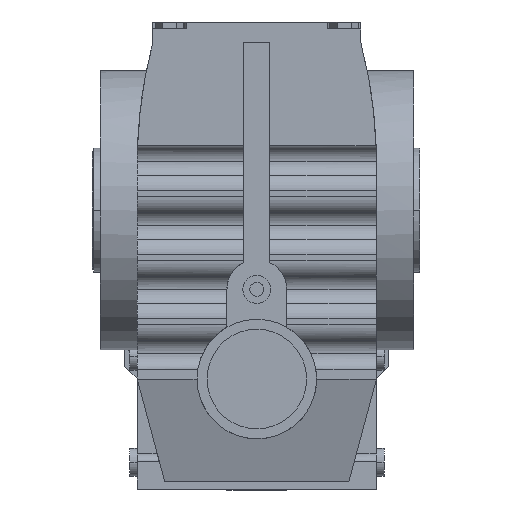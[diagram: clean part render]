
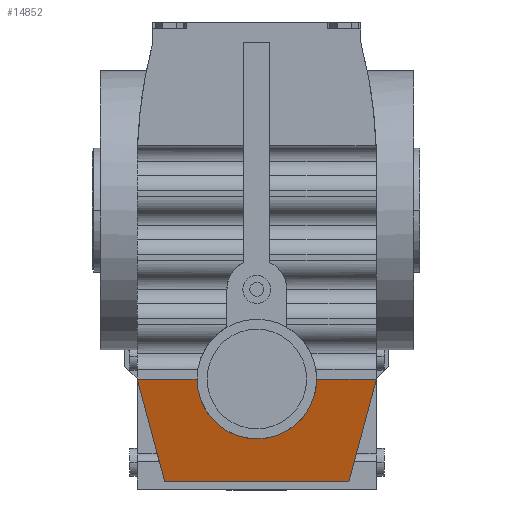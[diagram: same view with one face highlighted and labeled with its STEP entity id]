
A CAD part, top view. The second image highlights one B-rep face of the part: STEP entity #14852.
In plain terms, the highlighted planar face has unit normal (0, -0.277, 0.961).
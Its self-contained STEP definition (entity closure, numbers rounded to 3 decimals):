
#4279 = VERTEX_POINT('',#4280);
#4280 = CARTESIAN_POINT('',(77.,-75.,270.5));
#4294 = PLANE('',#4295);
#4295 = AXIS2_PLACEMENT_3D('',#4296,#4297,#4298);
#4296 = CARTESIAN_POINT('',(77.,155.,270.5));
#4297 = DIRECTION('',(0.,0.,-1.));
#4298 = DIRECTION('',(-1.,0.,0.));
#4322 = PLANE('',#4323);
#4323 = AXIS2_PLACEMENT_3D('',#4324,#4325,#4326);
#4324 = CARTESIAN_POINT('',(77.,-75.,-3.));
#4325 = DIRECTION('',(0.966,-0.259,0.));
#4326 = DIRECTION('',(0.259,0.966,0.));
#8266 = PLANE('',#8267);
#8267 = AXIS2_PLACEMENT_3D('',#8268,#8269,#8270);
#8268 = CARTESIAN_POINT('',(-77.,-75.,-3.));
#8269 = DIRECTION('',(-0.966,-0.259,0.));
#8270 = DIRECTION('',(0.259,-0.966,0.));
#8411 = PLANE('',#8412);
#8412 = AXIS2_PLACEMENT_3D('',#8413,#8414,#8415);
#8413 = CARTESIAN_POINT('',(77.,-141.,45.5));
#8414 = DIRECTION('',(0.,1.,0.));
#8415 = DIRECTION('',(0.,0.,1.));
#8768 = EDGE_CURVE('',#4279,#8769,#8771,.T.);
#8769 = VERTEX_POINT('',#8770);
#8770 = CARTESIAN_POINT('',(59.315,-141.,251.5));
#8771 = SURFACE_CURVE('',#8772,(#8776,#8783),.PCURVE_S1.);
#8772 = LINE('',#8773,#8774);
#8773 = CARTESIAN_POINT('',(60.415,-136.896,
    252.681));
#8774 = VECTOR('',#8775,1.);
#8775 = DIRECTION('',(-0.249,-0.931,-0.268));
#8776 = PCURVE('',#4322,#8777);
#8777 = DEFINITIONAL_REPRESENTATION('',(#8778),#8782);
#8778 = LINE('',#8779,#8780);
#8779 = CARTESIAN_POINT('',(-64.08,255.681));
#8780 = VECTOR('',#8781,1.);
#8781 = DIRECTION('',(-0.963,-0.268));
#8782 = ( GEOMETRIC_REPRESENTATION_CONTEXT(2) 
PARAMETRIC_REPRESENTATION_CONTEXT() REPRESENTATION_CONTEXT('2D SPACE',''
  ) );
#8783 = PCURVE('',#8784,#8789);
#8784 = PLANE('',#8785);
#8785 = AXIS2_PLACEMENT_3D('',#8786,#8787,#8788);
#8786 = CARTESIAN_POINT('',(77.,-141.,251.5));
#8787 = DIRECTION('',(0.,0.277,-0.961));
#8788 = DIRECTION('',(0.,0.961,0.277));
#8789 = DEFINITIONAL_REPRESENTATION('',(#8790),#8794);
#8790 = LINE('',#8791,#8792);
#8791 = CARTESIAN_POINT('',(4.271,-16.585));
#8792 = VECTOR('',#8793,1.);
#8793 = DIRECTION('',(-0.968,-0.249));
#8794 = ( GEOMETRIC_REPRESENTATION_CONTEXT(2) 
PARAMETRIC_REPRESENTATION_CONTEXT() REPRESENTATION_CONTEXT('2D SPACE',''
  ) );
#10204 = VERTEX_POINT('',#10205);
#10205 = CARTESIAN_POINT('',(38.5,-75.,270.5));
#10230 = EDGE_CURVE('',#4279,#10204,#10231,.T.);
#10231 = SURFACE_CURVE('',#10232,(#10236,#10243),.PCURVE_S1.);
#10232 = LINE('',#10233,#10234);
#10233 = CARTESIAN_POINT('',(77.,-75.,270.5));
#10234 = VECTOR('',#10235,1.);
#10235 = DIRECTION('',(-1.,0.,0.));
#10236 = PCURVE('',#4294,#10237);
#10237 = DEFINITIONAL_REPRESENTATION('',(#10238),#10242);
#10238 = LINE('',#10239,#10240);
#10239 = CARTESIAN_POINT('',(0.,-230.));
#10240 = VECTOR('',#10241,1.);
#10241 = DIRECTION('',(1.,0.));
#10242 = ( GEOMETRIC_REPRESENTATION_CONTEXT(2) 
PARAMETRIC_REPRESENTATION_CONTEXT() REPRESENTATION_CONTEXT('2D SPACE',''
  ) );
#10243 = PCURVE('',#8784,#10244);
#10244 = DEFINITIONAL_REPRESENTATION('',(#10245),#10249);
#10245 = LINE('',#10246,#10247);
#10246 = CARTESIAN_POINT('',(68.68,0.));
#10247 = VECTOR('',#10248,1.);
#10248 = DIRECTION('',(0.,-1.));
#10249 = ( GEOMETRIC_REPRESENTATION_CONTEXT(2) 
PARAMETRIC_REPRESENTATION_CONTEXT() REPRESENTATION_CONTEXT('2D SPACE',''
  ) );
#12433 = CYLINDRICAL_SURFACE('',#12434,38.5);
#12434 = AXIS2_PLACEMENT_3D('',#12435,#12436,#12437);
#12435 = CARTESIAN_POINT('',(0.,-75.,274.5));
#12436 = DIRECTION('',(0.,0.,-1.));
#12437 = DIRECTION('',(-1.,0.,0.));
#12923 = VERTEX_POINT('',#12924);
#12924 = CARTESIAN_POINT('',(-38.5,-75.,270.5));
#12938 = PLANE('',#12939);
#12939 = AXIS2_PLACEMENT_3D('',#12940,#12941,#12942);
#12940 = CARTESIAN_POINT('',(77.,155.,270.5));
#12941 = DIRECTION('',(0.,0.,-1.));
#12942 = DIRECTION('',(-1.,0.,0.));
#13421 = VERTEX_POINT('',#13422);
#13422 = CARTESIAN_POINT('',(-77.,-75.,270.5));
#14595 = EDGE_CURVE('',#8769,#14596,#14598,.T.);
#14596 = VERTEX_POINT('',#14597);
#14597 = CARTESIAN_POINT('',(-59.315,-141.,251.5));
#14598 = SURFACE_CURVE('',#14599,(#14603,#14610),.PCURVE_S1.);
#14599 = LINE('',#14600,#14601);
#14600 = CARTESIAN_POINT('',(77.,-141.,251.5));
#14601 = VECTOR('',#14602,1.);
#14602 = DIRECTION('',(-1.,0.,0.));
#14603 = PCURVE('',#8411,#14604);
#14604 = DEFINITIONAL_REPRESENTATION('',(#14605),#14609);
#14605 = LINE('',#14606,#14607);
#14606 = CARTESIAN_POINT('',(206.,0.));
#14607 = VECTOR('',#14608,1.);
#14608 = DIRECTION('',(0.,-1.));
#14609 = ( GEOMETRIC_REPRESENTATION_CONTEXT(2) 
PARAMETRIC_REPRESENTATION_CONTEXT() REPRESENTATION_CONTEXT('2D SPACE',''
  ) );
#14610 = PCURVE('',#8784,#14611);
#14611 = DEFINITIONAL_REPRESENTATION('',(#14612),#14616);
#14612 = LINE('',#14613,#14614);
#14613 = CARTESIAN_POINT('',(0.,0.));
#14614 = VECTOR('',#14615,1.);
#14615 = DIRECTION('',(0.,-1.));
#14616 = ( GEOMETRIC_REPRESENTATION_CONTEXT(2) 
PARAMETRIC_REPRESENTATION_CONTEXT() REPRESENTATION_CONTEXT('2D SPACE',''
  ) );
#14736 = EDGE_CURVE('',#14596,#13421,#14737,.T.);
#14737 = SURFACE_CURVE('',#14738,(#14742,#14749),.PCURVE_S1.);
#14738 = LINE('',#14739,#14740);
#14739 = CARTESIAN_POINT('',(-50.839,-172.633,
    242.394));
#14740 = VECTOR('',#14741,1.);
#14741 = DIRECTION('',(-0.249,0.931,0.268));
#14742 = PCURVE('',#8266,#14743);
#14743 = DEFINITIONAL_REPRESENTATION('',(#14744),#14748);
#14744 = LINE('',#14745,#14746);
#14745 = CARTESIAN_POINT('',(101.077,245.394));
#14746 = VECTOR('',#14747,1.);
#14747 = DIRECTION('',(-0.963,0.268));
#14748 = ( GEOMETRIC_REPRESENTATION_CONTEXT(2) 
PARAMETRIC_REPRESENTATION_CONTEXT() REPRESENTATION_CONTEXT('2D SPACE',''
  ) );
#14749 = PCURVE('',#8784,#14750);
#14750 = DEFINITIONAL_REPRESENTATION('',(#14751),#14755);
#14751 = LINE('',#14752,#14753);
#14752 = CARTESIAN_POINT('',(-32.918,-127.839));
#14753 = VECTOR('',#14754,1.);
#14754 = DIRECTION('',(0.968,-0.249));
#14755 = ( GEOMETRIC_REPRESENTATION_CONTEXT(2) 
PARAMETRIC_REPRESENTATION_CONTEXT() REPRESENTATION_CONTEXT('2D SPACE',''
  ) );
#14852 = ADVANCED_FACE('',(#14853),#8784,.F.);
#14853 = FACE_BOUND('',#14854,.T.);
#14854 = EDGE_LOOP('',(#14855,#14900,#14921,#14922,#14923,#14924));
#14855 = ORIENTED_EDGE('',*,*,#14856,.F.);
#14856 = EDGE_CURVE('',#12923,#10204,#14857,.T.);
#14857 = SURFACE_CURVE('',#14858,(#14863,#14871),.PCURVE_S1.);
#14858 = ( BOUNDED_CURVE() B_SPLINE_CURVE(3,(#14859,#14860,#14861,#14862
),.UNSPECIFIED.,.F.,.F.) B_SPLINE_CURVE_WITH_KNOTS((4,4),(4.712
,7.854),.PIECEWISE_BEZIER_KNOTS.) CURVE() 
GEOMETRIC_REPRESENTATION_ITEM() RATIONAL_B_SPLINE_CURVE((1.,
0.333,0.333,1.)) REPRESENTATION_ITEM('') );
#14859 = CARTESIAN_POINT('',(-38.5,-75.,270.5));
#14860 = CARTESIAN_POINT('',(-38.5,-152.,248.333));
#14861 = CARTESIAN_POINT('',(38.5,-152.,248.333));
#14862 = CARTESIAN_POINT('',(38.5,-75.,270.5));
#14863 = PCURVE('',#8784,#14864);
#14864 = DEFINITIONAL_REPRESENTATION('',(#14865),#14870);
#14865 = ( BOUNDED_CURVE() B_SPLINE_CURVE(3,(#14866,#14867,#14868,#14869
),.UNSPECIFIED.,.F.,.F.) B_SPLINE_CURVE_WITH_KNOTS((4,4),(4.712
,7.854),.PIECEWISE_BEZIER_KNOTS.) CURVE() 
GEOMETRIC_REPRESENTATION_ITEM() RATIONAL_B_SPLINE_CURVE((1.,
0.333,0.333,1.)) REPRESENTATION_ITEM('') );
#14866 = CARTESIAN_POINT('',(68.68,-115.5));
#14867 = CARTESIAN_POINT('',(-11.447,-115.5));
#14868 = CARTESIAN_POINT('',(-11.447,-38.5));
#14869 = CARTESIAN_POINT('',(68.68,-38.5));
#14870 = ( GEOMETRIC_REPRESENTATION_CONTEXT(2) 
PARAMETRIC_REPRESENTATION_CONTEXT() REPRESENTATION_CONTEXT('2D SPACE',''
  ) );
#14871 = PCURVE('',#12433,#14872);
#14872 = DEFINITIONAL_REPRESENTATION('',(#14873),#14899);
#14873 = B_SPLINE_CURVE_WITH_KNOTS('',3,(#14874,#14875,#14876,#14877,
    #14878,#14879,#14880,#14881,#14882,#14883,#14884,#14885,#14886,
    #14887,#14888,#14889,#14890,#14891,#14892,#14893,#14894,#14895,
    #14896,#14897,#14898),.UNSPECIFIED.,.F.,.F.,(4,1,1,1,1,1,1,1,1,1,1,1
    ,1,1,1,1,1,1,1,1,1,1,4),(4.712,4.855,
    4.998,5.141,5.284,5.426,
    5.569,5.712,5.855,5.998,
    6.14,6.283,6.426,6.569,
    6.712,6.854,6.997,7.14,
    7.283,7.426,7.568,7.711,
    7.854),.QUASI_UNIFORM_KNOTS.);
#14874 = CARTESIAN_POINT('',(6.283,4.));
#14875 = CARTESIAN_POINT('',(6.253,4.335));
#14876 = CARTESIAN_POINT('',(6.19,5.039));
#14877 = CARTESIAN_POINT('',(6.085,6.181));
#14878 = CARTESIAN_POINT('',(5.972,7.405));
#14879 = CARTESIAN_POINT('',(5.848,8.689));
#14880 = CARTESIAN_POINT('',(5.713,10.003));
#14881 = CARTESIAN_POINT('',(5.567,11.301));
#14882 = CARTESIAN_POINT('',(5.412,12.52));
#14883 = CARTESIAN_POINT('',(5.246,13.587));
#14884 = CARTESIAN_POINT('',(5.073,14.424));
#14885 = CARTESIAN_POINT('',(4.894,14.96));
#14886 = CARTESIAN_POINT('',(4.712,15.145));
#14887 = CARTESIAN_POINT('',(4.531,14.96));
#14888 = CARTESIAN_POINT('',(4.352,14.424));
#14889 = CARTESIAN_POINT('',(4.179,13.587));
#14890 = CARTESIAN_POINT('',(4.013,12.52));
#14891 = CARTESIAN_POINT('',(3.857,11.301));
#14892 = CARTESIAN_POINT('',(3.712,10.003));
#14893 = CARTESIAN_POINT('',(3.577,8.689));
#14894 = CARTESIAN_POINT('',(3.453,7.405));
#14895 = CARTESIAN_POINT('',(3.339,6.181));
#14896 = CARTESIAN_POINT('',(3.235,5.039));
#14897 = CARTESIAN_POINT('',(3.172,4.335));
#14898 = CARTESIAN_POINT('',(3.142,4.));
#14899 = ( GEOMETRIC_REPRESENTATION_CONTEXT(2) 
PARAMETRIC_REPRESENTATION_CONTEXT() REPRESENTATION_CONTEXT('2D SPACE',''
  ) );
#14900 = ORIENTED_EDGE('',*,*,#14901,.T.);
#14901 = EDGE_CURVE('',#12923,#13421,#14902,.T.);
#14902 = SURFACE_CURVE('',#14903,(#14907,#14914),.PCURVE_S1.);
#14903 = LINE('',#14904,#14905);
#14904 = CARTESIAN_POINT('',(77.,-75.,270.5));
#14905 = VECTOR('',#14906,1.);
#14906 = DIRECTION('',(-1.,0.,0.));
#14907 = PCURVE('',#8784,#14908);
#14908 = DEFINITIONAL_REPRESENTATION('',(#14909),#14913);
#14909 = LINE('',#14910,#14911);
#14910 = CARTESIAN_POINT('',(68.68,0.));
#14911 = VECTOR('',#14912,1.);
#14912 = DIRECTION('',(0.,-1.));
#14913 = ( GEOMETRIC_REPRESENTATION_CONTEXT(2) 
PARAMETRIC_REPRESENTATION_CONTEXT() REPRESENTATION_CONTEXT('2D SPACE',''
  ) );
#14914 = PCURVE('',#12938,#14915);
#14915 = DEFINITIONAL_REPRESENTATION('',(#14916),#14920);
#14916 = LINE('',#14917,#14918);
#14917 = CARTESIAN_POINT('',(0.,-230.));
#14918 = VECTOR('',#14919,1.);
#14919 = DIRECTION('',(1.,0.));
#14920 = ( GEOMETRIC_REPRESENTATION_CONTEXT(2) 
PARAMETRIC_REPRESENTATION_CONTEXT() REPRESENTATION_CONTEXT('2D SPACE',''
  ) );
#14921 = ORIENTED_EDGE('',*,*,#14736,.F.);
#14922 = ORIENTED_EDGE('',*,*,#14595,.F.);
#14923 = ORIENTED_EDGE('',*,*,#8768,.F.);
#14924 = ORIENTED_EDGE('',*,*,#10230,.T.);
